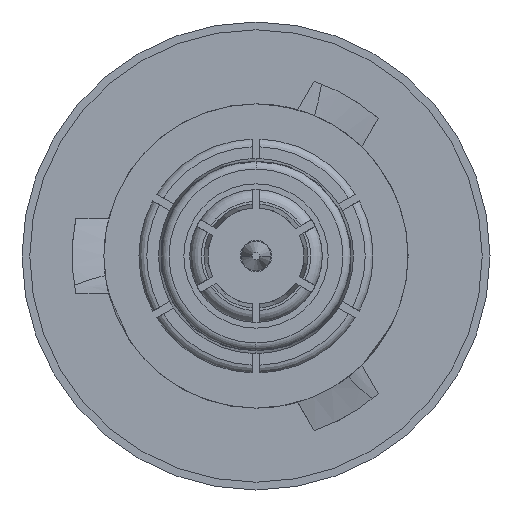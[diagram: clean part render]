
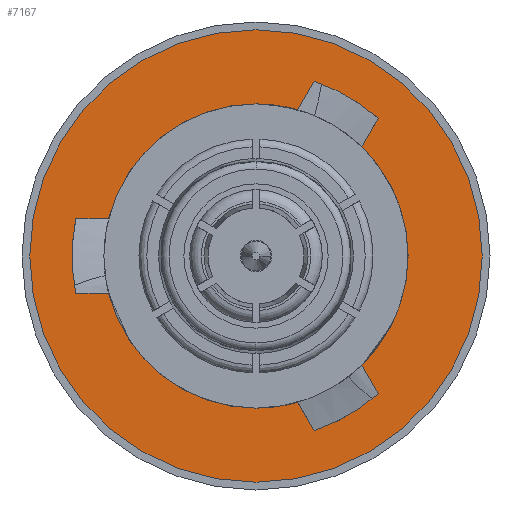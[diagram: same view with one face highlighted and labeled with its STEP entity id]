
A CAD part, left-side view. The second image highlights one B-rep face of the part: STEP entity #7167.
In plain terms, the highlighted face is planar.
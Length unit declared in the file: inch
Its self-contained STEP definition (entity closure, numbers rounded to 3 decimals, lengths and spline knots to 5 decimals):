
#38 = CARTESIAN_POINT ( 'NONE',  ( 0., 0., 0. ) ) ;
#64 = EDGE_CURVE ( 'NONE', #6040, #6108, #6401, .T. ) ;
#76 = DIRECTION ( 'NONE',  ( -1., 0., 0. ) ) ;
#118 = VERTEX_POINT ( 'NONE', #5196 ) ;
#226 = VERTEX_POINT ( 'NONE', #3700 ) ;
#265 = ORIENTED_EDGE ( 'NONE', *, *, #6729, .T. ) ;
#277 = VERTEX_POINT ( 'NONE', #7374 ) ;
#330 = EDGE_CURVE ( 'NONE', #8367, #1391, #4171, .T. ) ;
#429 = VECTOR ( 'NONE', #3106, 39.37008 ) ;
#639 = ORIENTED_EDGE ( 'NONE', *, *, #5819, .T. ) ;
#718 = AXIS2_PLACEMENT_3D ( 'NONE', #6889, #786, #8114 ) ;
#786 = DIRECTION ( 'NONE',  ( -1., 0., 0. ) ) ;
#823 = CARTESIAN_POINT ( 'NONE',  ( 0., 0., 0. ) ) ;
#836 = CARTESIAN_POINT ( 'NONE',  ( 0., 0., 0. ) ) ;
#843 = DIRECTION ( 'NONE',  ( 0., 0., 1. ) ) ;
#907 = CARTESIAN_POINT ( 'NONE',  ( 0., 0.18913, -0.0475 ) ) ;
#1045 = DIRECTION ( 'NONE',  ( 0., 0.5, 0.866 ) ) ;
#1050 = DIRECTION ( 'NONE',  ( -1., 0., 0. ) ) ;
#1137 = AXIS2_PLACEMENT_3D ( 'NONE', #4609, #7279, #1330 ) ;
#1202 = CARTESIAN_POINT ( 'NONE',  ( 0., -0.15672, -0.17645 ) ) ;
#1221 = ORIENTED_EDGE ( 'NONE', *, *, #64, .T. ) ;
#1290 = AXIS2_PLACEMENT_3D ( 'NONE', #823, #7386, #5981 ) ;
#1293 = EDGE_CURVE ( 'NONE', #8294, #8256, #3230, .T. ) ;
#1330 = DIRECTION ( 'NONE',  ( 0., 0., 1. ) ) ;
#1391 = VERTEX_POINT ( 'NONE', #3368 ) ;
#1406 = ORIENTED_EDGE ( 'NONE', *, *, #5671, .T. ) ;
#1411 = LINE ( 'NONE', #2580, #8208 ) ;
#1434 = CIRCLE ( 'NONE', #3080, 0.195 ) ;
#1441 = CARTESIAN_POINT ( 'NONE',  ( 0., 0., -0.29 ) ) ;
#1488 = CARTESIAN_POINT ( 'NONE',  ( 0., 0., 0. ) ) ;
#1570 = ORIENTED_EDGE ( 'NONE', *, *, #8362, .T. ) ;
#1582 = EDGE_CURVE ( 'NONE', #277, #118, #4493, .T. ) ;
#1677 = CARTESIAN_POINT ( 'NONE',  ( 0., 0., 0. ) ) ;
#1709 = CARTESIAN_POINT ( 'NONE',  ( 0., 0.23117, 0.0475 ) ) ;
#1866 = CARTESIAN_POINT ( 'NONE',  ( 0., -0.15672, 0.17645 ) ) ;
#2008 = CARTESIAN_POINT ( 'NONE',  ( 0., 0.23117, -0.0475 ) ) ;
#2024 = DIRECTION ( 'NONE',  ( 0., 0., 1. ) ) ;
#2137 = CARTESIAN_POINT ( 'NONE',  ( 0., -0.07445, 0.22395 ) ) ;
#2212 = EDGE_CURVE ( 'NONE', #1391, #8367, #3983, .T. ) ;
#2248 = VERTEX_POINT ( 'NONE', #2137 ) ;
#2259 = ORIENTED_EDGE ( 'NONE', *, *, #8221, .T. ) ;
#2401 = CARTESIAN_POINT ( 'NONE',  ( 0., -0.15672, 0.17645 ) ) ;
#2580 = CARTESIAN_POINT ( 'NONE',  ( 0., -0.07445, 0.22395 ) ) ;
#2597 = ORIENTED_EDGE ( 'NONE', *, *, #4869, .T. ) ;
#2826 = DIRECTION ( 'NONE',  ( -1., 0., 0. ) ) ;
#2886 = PLANE ( 'NONE',  #5594 ) ;
#2925 = LINE ( 'NONE', #5490, #8491 ) ;
#2947 = CARTESIAN_POINT ( 'NONE',  ( 0., -0.05343, 0.18754 ) ) ;
#2972 = DIRECTION ( 'NONE',  ( -1., 0., 0. ) ) ;
#3080 = AXIS2_PLACEMENT_3D ( 'NONE', #3092, #7748, #6344 ) ;
#3092 = CARTESIAN_POINT ( 'NONE',  ( 0., 0., 0. ) ) ;
#3106 = DIRECTION ( 'NONE',  ( 0., -0.5, -0.866 ) ) ;
#3113 = VERTEX_POINT ( 'NONE', #1709 ) ;
#3230 = CIRCLE ( 'NONE', #1290, 0.195 ) ;
#3368 = CARTESIAN_POINT ( 'NONE',  ( 0., 0., 0.29 ) ) ;
#3376 = CARTESIAN_POINT ( 'NONE',  ( 0., -0.1357, -0.14004 ) ) ;
#3395 = DIRECTION ( 'NONE',  ( 0., 0., 1. ) ) ;
#3494 = ORIENTED_EDGE ( 'NONE', *, *, #330, .F. ) ;
#3531 = FACE_BOUND ( 'NONE', #4497, .T. ) ;
#3662 = DIRECTION ( 'NONE',  ( 0., 0., 1. ) ) ;
#3700 = CARTESIAN_POINT ( 'NONE',  ( 0., 0.23117, -0.0475 ) ) ;
#3709 = AXIS2_PLACEMENT_3D ( 'NONE', #1488, #2826, #843 ) ;
#3768 = CARTESIAN_POINT ( 'NONE',  ( 0., 0., 0. ) ) ;
#3983 = CIRCLE ( 'NONE', #3709, 0.29 ) ;
#4019 = AXIS2_PLACEMENT_3D ( 'NONE', #1677, #2972, #8139 ) ;
#4028 = DIRECTION ( 'NONE',  ( 0., 0., 1. ) ) ;
#4037 = AXIS2_PLACEMENT_3D ( 'NONE', #38, #76, #4028 ) ;
#4049 = ORIENTED_EDGE ( 'NONE', *, *, #1582, .T. ) ;
#4083 = DIRECTION ( 'NONE',  ( -1., 0., 0. ) ) ;
#4089 = ORIENTED_EDGE ( 'NONE', *, *, #5608, .T. ) ;
#4136 = VERTEX_POINT ( 'NONE', #1202 ) ;
#4149 = DIRECTION ( 'NONE',  ( 0., 0., 1. ) ) ;
#4171 = CIRCLE ( 'NONE', #6123, 0.29 ) ;
#4313 = CARTESIAN_POINT ( 'NONE',  ( 0., 0.195, 0. ) ) ;
#4326 = EDGE_CURVE ( 'NONE', #8256, #6388, #6806, .T. ) ;
#4433 = CIRCLE ( 'NONE', #718, 0.236 ) ;
#4493 = LINE ( 'NONE', #6542, #429 ) ;
#4497 = EDGE_LOOP ( 'NONE', ( #2597, #6438, #1221, #8190, #1570, #639, #7098, #8282, #265, #1406, #8251, #2259, #4089, #4049 ) ) ;
#4528 = EDGE_CURVE ( 'NONE', #226, #7402, #5095, .T. ) ;
#4609 = CARTESIAN_POINT ( 'NONE',  ( 0., 0., 0. ) ) ;
#4616 = VECTOR ( 'NONE', #8509, 39.37008 ) ;
#4869 = EDGE_CURVE ( 'NONE', #118, #4136, #7392, .T. ) ;
#5032 = EDGE_CURVE ( 'NONE', #4136, #6040, #2925, .T. ) ;
#5071 = CARTESIAN_POINT ( 'NONE',  ( 0., 0.23117, 0.0475 ) ) ;
#5095 = LINE ( 'NONE', #2008, #6811 ) ;
#5196 = CARTESIAN_POINT ( 'NONE',  ( 0., -0.07445, -0.22395 ) ) ;
#5209 = LINE ( 'NONE', #1866, #7824 ) ;
#5225 = DIRECTION ( 'NONE',  ( 0., -1., 0. ) ) ;
#5490 = CARTESIAN_POINT ( 'NONE',  ( 0., -0.15672, -0.17645 ) ) ;
#5519 = VERTEX_POINT ( 'NONE', #2401 ) ;
#5581 = CIRCLE ( 'NONE', #4037, 0.236 ) ;
#5594 = AXIS2_PLACEMENT_3D ( 'NONE', #4313, #1050, #3662 ) ;
#5608 = EDGE_CURVE ( 'NONE', #6955, #277, #1434, .T. ) ;
#5671 = EDGE_CURVE ( 'NONE', #3113, #226, #5581, .T. ) ;
#5810 = LINE ( 'NONE', #5071, #4616 ) ;
#5819 = EDGE_CURVE ( 'NONE', #2248, #8294, #1411, .T. ) ;
#5901 = EDGE_LOOP ( 'NONE', ( #6828, #3494 ) ) ;
#5946 = CARTESIAN_POINT ( 'NONE',  ( 0., -0.1357, 0.14004 ) ) ;
#5981 = DIRECTION ( 'NONE',  ( 0., 0., 1. ) ) ;
#6040 = VERTEX_POINT ( 'NONE', #3376 ) ;
#6108 = VERTEX_POINT ( 'NONE', #5946 ) ;
#6123 = AXIS2_PLACEMENT_3D ( 'NONE', #8534, #7945, #3395 ) ;
#6197 = CARTESIAN_POINT ( 'NONE',  ( 0., 0., 0.195 ) ) ;
#6344 = DIRECTION ( 'NONE',  ( 0., 0., 1. ) ) ;
#6388 = VERTEX_POINT ( 'NONE', #6597 ) ;
#6401 = CIRCLE ( 'NONE', #4019, 0.195 ) ;
#6438 = ORIENTED_EDGE ( 'NONE', *, *, #5032, .T. ) ;
#6542 = CARTESIAN_POINT ( 'NONE',  ( 0., -0.07445, -0.22395 ) ) ;
#6553 = DIRECTION ( 'NONE',  ( 0., -0.5, 0.866 ) ) ;
#6597 = CARTESIAN_POINT ( 'NONE',  ( 0., 0.18913, 0.0475 ) ) ;
#6684 = AXIS2_PLACEMENT_3D ( 'NONE', #3768, #4083, #2024 ) ;
#6698 = DIRECTION ( 'NONE',  ( 0., 0.5, -0.866 ) ) ;
#6722 = EDGE_CURVE ( 'NONE', #6108, #5519, #5209, .T. ) ;
#6729 = EDGE_CURVE ( 'NONE', #6388, #3113, #5810, .T. ) ;
#6793 = CIRCLE ( 'NONE', #8460, 0.195 ) ;
#6806 = CIRCLE ( 'NONE', #1137, 0.195 ) ;
#6811 = VECTOR ( 'NONE', #5225, 39.37008 ) ;
#6828 = ORIENTED_EDGE ( 'NONE', *, *, #2212, .F. ) ;
#6889 = CARTESIAN_POINT ( 'NONE',  ( 0., 0., 0. ) ) ;
#6955 = VERTEX_POINT ( 'NONE', #7756 ) ;
#7098 = ORIENTED_EDGE ( 'NONE', *, *, #1293, .T. ) ;
#7167 = ADVANCED_FACE ( 'NONE', ( #7635, #3531 ), #2886, .F. ) ;
#7279 = DIRECTION ( 'NONE',  ( -1., 0., 0. ) ) ;
#7374 = CARTESIAN_POINT ( 'NONE',  ( 0., -0.05343, -0.18754 ) ) ;
#7386 = DIRECTION ( 'NONE',  ( -1., 0., 0. ) ) ;
#7392 = CIRCLE ( 'NONE', #6684, 0.236 ) ;
#7402 = VERTEX_POINT ( 'NONE', #907 ) ;
#7635 = FACE_OUTER_BOUND ( 'NONE', #5901, .T. ) ;
#7748 = DIRECTION ( 'NONE',  ( -1., 0., 0. ) ) ;
#7756 = CARTESIAN_POINT ( 'NONE',  ( 0., 0., -0.195 ) ) ;
#7824 = VECTOR ( 'NONE', #6553, 39.37008 ) ;
#7945 = DIRECTION ( 'NONE',  ( -1., 0., 0. ) ) ;
#8114 = DIRECTION ( 'NONE',  ( 0., 0., 1. ) ) ;
#8139 = DIRECTION ( 'NONE',  ( 0., 0., 1. ) ) ;
#8157 = DIRECTION ( 'NONE',  ( -1., 0., 0. ) ) ;
#8190 = ORIENTED_EDGE ( 'NONE', *, *, #6722, .T. ) ;
#8208 = VECTOR ( 'NONE', #6698, 39.37008 ) ;
#8221 = EDGE_CURVE ( 'NONE', #7402, #6955, #6793, .T. ) ;
#8251 = ORIENTED_EDGE ( 'NONE', *, *, #4528, .T. ) ;
#8256 = VERTEX_POINT ( 'NONE', #6197 ) ;
#8282 = ORIENTED_EDGE ( 'NONE', *, *, #4326, .T. ) ;
#8294 = VERTEX_POINT ( 'NONE', #2947 ) ;
#8362 = EDGE_CURVE ( 'NONE', #5519, #2248, #4433, .T. ) ;
#8367 = VERTEX_POINT ( 'NONE', #1441 ) ;
#8460 = AXIS2_PLACEMENT_3D ( 'NONE', #836, #8157, #4149 ) ;
#8491 = VECTOR ( 'NONE', #1045, 39.37008 ) ;
#8509 = DIRECTION ( 'NONE',  ( 0., 1., 0. ) ) ;
#8534 = CARTESIAN_POINT ( 'NONE',  ( 0., 0., 0. ) ) ;
